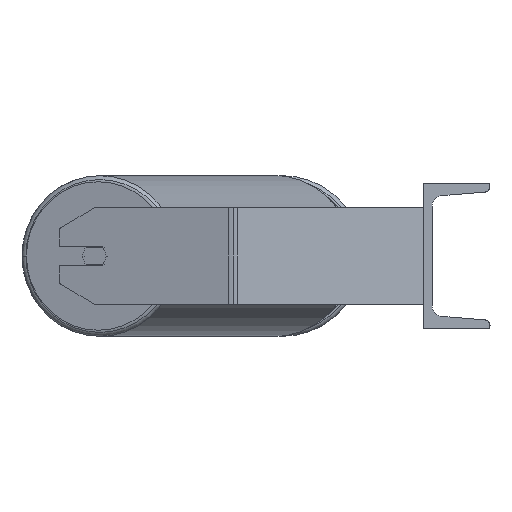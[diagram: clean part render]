
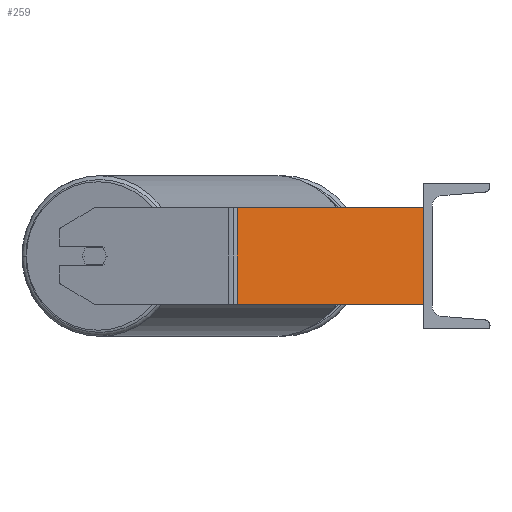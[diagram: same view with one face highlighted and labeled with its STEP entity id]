
A CAD part, left-side view. The second image highlights one B-rep face of the part: STEP entity #259.
In plain terms, the highlighted planar face has unit normal (-0.985, -0.174, 0).
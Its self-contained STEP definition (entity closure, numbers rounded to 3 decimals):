
#170 = CARTESIAN_POINT ( 'NONE',  ( -885., 0., 40. ) ) ;
#259 = ADVANCED_FACE ( 'NONE', ( #5129 ), #2275, .F. ) ;
#280 = CARTESIAN_POINT ( 'NONE',  ( -885., 0., -40. ) ) ;
#327 = EDGE_CURVE ( 'NONE', #1019, #4332, #4374, .T. ) ;
#659 = CARTESIAN_POINT ( 'NONE',  ( -912.244, 154.509, 40. ) ) ;
#1019 = VERTEX_POINT ( 'NONE', #3548 ) ;
#2017 = CARTESIAN_POINT ( 'NONE',  ( -912.244, 154.509, 40. ) ) ;
#2080 = EDGE_CURVE ( 'NONE', #7432, #4332, #4377, .T. ) ;
#2142 = VERTEX_POINT ( 'NONE', #659 ) ;
#2275 = PLANE ( 'NONE',  #7909 ) ;
#2305 = ORIENTED_EDGE ( 'NONE', *, *, #327, .T. ) ;
#2318 = DIRECTION ( 'NONE',  ( 0.985, 0.174, 0. ) ) ;
#2761 = VECTOR ( 'NONE', #6502, 1000. ) ;
#2807 = ORIENTED_EDGE ( 'NONE', *, *, #3141, .T. ) ;
#3141 = EDGE_CURVE ( 'NONE', #2142, #1019, #6243, .T. ) ;
#3518 = EDGE_CURVE ( 'NONE', #2142, #7432, #7297, .T. ) ;
#3548 = CARTESIAN_POINT ( 'NONE',  ( -912.244, 154.509, -40. ) ) ;
#3686 = VECTOR ( 'NONE', #4071, 1000. ) ;
#3729 = ORIENTED_EDGE ( 'NONE', *, *, #3518, .F. ) ;
#4071 = DIRECTION ( 'NONE',  ( 0., 0., -1. ) ) ;
#4239 = CARTESIAN_POINT ( 'NONE',  ( -912.86, 158.002, 40. ) ) ;
#4332 = VERTEX_POINT ( 'NONE', #280 ) ;
#4374 = LINE ( 'NONE', #8621, #8929 ) ;
#4377 = LINE ( 'NONE', #7208, #2761 ) ;
#4439 = DIRECTION ( 'NONE',  ( 0.174, -0.985, 0. ) ) ;
#5129 = FACE_OUTER_BOUND ( 'NONE', #8942, .T. ) ;
#5894 = VECTOR ( 'NONE', #4439, 1000. ) ;
#6243 = LINE ( 'NONE', #2017, #3686 ) ;
#6502 = DIRECTION ( 'NONE',  ( 0., 0., -1. ) ) ;
#7208 = CARTESIAN_POINT ( 'NONE',  ( -885., 0., 40. ) ) ;
#7297 = LINE ( 'NONE', #8767, #5894 ) ;
#7432 = VERTEX_POINT ( 'NONE', #170 ) ;
#7909 = AXIS2_PLACEMENT_3D ( 'NONE', #4239, #2318, #7941 ) ;
#7941 = DIRECTION ( 'NONE',  ( -0.174, 0.985, 0. ) ) ;
#8336 = ORIENTED_EDGE ( 'NONE', *, *, #2080, .F. ) ;
#8621 = CARTESIAN_POINT ( 'NONE',  ( -912.86, 158.002, -40. ) ) ;
#8750 = DIRECTION ( 'NONE',  ( 0.174, -0.985, 0. ) ) ;
#8767 = CARTESIAN_POINT ( 'NONE',  ( -912.86, 158.002, 40. ) ) ;
#8929 = VECTOR ( 'NONE', #8750, 1000. ) ;
#8942 = EDGE_LOOP ( 'NONE', ( #2305, #8336, #3729, #2807 ) ) ;
